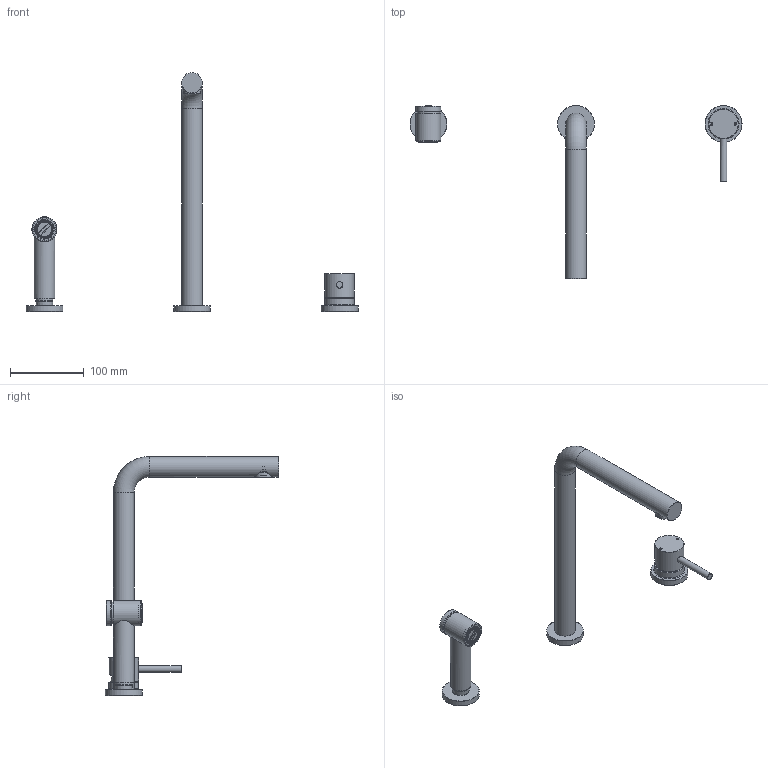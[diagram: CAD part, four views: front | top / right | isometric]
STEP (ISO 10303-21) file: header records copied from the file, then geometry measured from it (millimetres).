
FILE_DESCRIPTION(/* description */ ('Unknown'),/* implementation_level */ '2;1');
FILE_NAME(/* name */ 'FKM19',/* time_stamp */ '2017-05-22T16:25:45+02:00',/* author */ ('Unknown'),/* organization */ ('Unknown'),/* preprocessor_version */ 'ST-DEVELOPER v16.7',/* originating_system */ 'DEX',/* authorisation */ $);
FILE_SCHEMA (('AUTOMOTIVE_DESIGN {1 0 10303 214 3 1 1}'));
Length unit declared in the file: millimetre
Products named in the file (10): CB051-00; flex 15x1 femmina-conica_oa_0; M015-001SOLO CONO_oa_1; flangia doccia_oa_2; amfag mini sidespray; flangia bocca_oa_3; bocca girevole con doccia esterna e basetta; aeatore_24x1_oa_4; mantello; mix_oa_5
Assembly tree (9 placements, depth 3):
  CB051-00
    flex 15x1 femmina-conica_oa_0
      M015-001SOLO CONO_oa_1
    flangia doccia_oa_2
    amfag mini sidespray
    flangia bocca_oa_3
    bocca girevole con doccia esterna e basetta
    aeatore_24x1_oa_4
      mantello
    mix_oa_5
Bounding box: 450 x 235 x 324 mm (x, y, z)
Volume: 272497.4 mm3; surface area: 125541.6 mm2
Topology: 7 solids, 7 shells, 659 faces, 1432 edges, 775 vertices
Faces by surface type: cylinder 284, plane 176, bspline 79, sphere 76, torus 28, cone 16
Full cylindrical faces by diameter (mm): 1 x18, 3.242 x1, 5 x1, 9 x1, 10 x1, 18.2 x1, 18.631 x2, 20 x2, 20.955 x1, 21 x1, 22 x2, 22.5 x1, 23 x3, 23.7 x2, 24 x2, 24.5 x1, 26.917 x2, 28 x3, 30 x2, 30.8 x1, 31 x1, 34 x3, 40 x2, 45 x3, 50 x3
Entity records: 21786 total; most frequent: CARTESIAN_POINT 3958, DIRECTION 3032, ORIENTED_EDGE 2432, AXIS2_PLACEMENT_3D 1279, EDGE_CURVE 1216, EDGE_LOOP 836, FACE_BOUND 836, VERTEX_POINT 736
